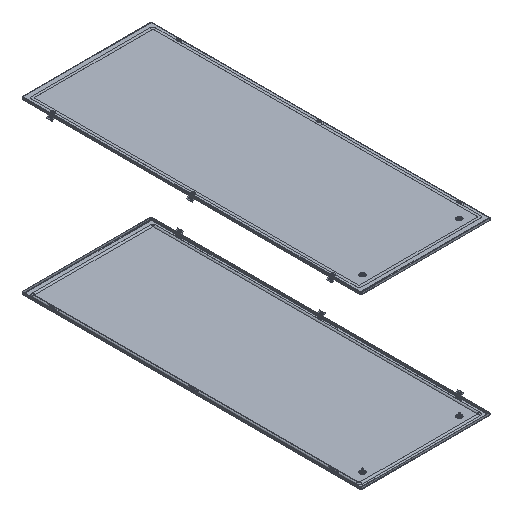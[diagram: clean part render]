
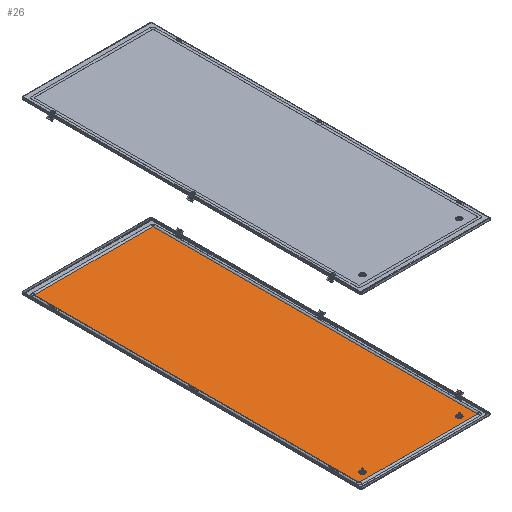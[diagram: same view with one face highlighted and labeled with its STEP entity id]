
A CAD part, isometric view. The second image highlights one B-rep face of the part: STEP entity #26.
In plain terms, the highlighted face is planar.
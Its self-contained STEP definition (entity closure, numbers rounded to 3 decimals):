
#26 = ADVANCED_FACE ( 'NONE', ( #18787, #6663, #5208 ), #12704, .F. ) ;
#261 = LINE ( 'NONE', #11996, #18151 ) ;
#939 = EDGE_CURVE ( 'NONE', #5054, #18017, #17124, .T. ) ;
#959 = EDGE_CURVE ( 'NONE', #15118, #1363, #6837, .T. ) ;
#1232 = DIRECTION ( 'NONE',  ( -1., 0., 0. ) ) ;
#1363 = VERTEX_POINT ( 'NONE', #18102 ) ;
#1402 = CARTESIAN_POINT ( 'NONE',  ( -285.25, -912.5, -1.4 ) ) ;
#1498 = DIRECTION ( 'NONE',  ( 1., 0., 0. ) ) ;
#1554 = CIRCLE ( 'NONE', #5620, 15.5 ) ;
#1640 = VERTEX_POINT ( 'NONE', #16285 ) ;
#1728 = EDGE_CURVE ( 'NONE', #17459, #11670, #1554, .T. ) ;
#2666 = DIRECTION ( 'NONE',  ( 0., 0., -1. ) ) ;
#2946 = DIRECTION ( 'NONE',  ( 0., 1., 0. ) ) ;
#2971 = CARTESIAN_POINT ( 'NONE',  ( 349.882, 954.5, -1.4 ) ) ;
#2977 = DIRECTION ( 'NONE',  ( 0., 0., 1. ) ) ;
#3064 = ORIENTED_EDGE ( 'NONE', *, *, #1728, .F. ) ;
#3342 = DIRECTION ( 'NONE',  ( 0., 1., 0. ) ) ;
#3350 = LINE ( 'NONE', #12324, #6293 ) ;
#3503 = CARTESIAN_POINT ( 'NONE',  ( 300.75, -912.5, -1.4 ) ) ;
#3513 = ORIENTED_EDGE ( 'NONE', *, *, #13606, .F. ) ;
#3590 = CARTESIAN_POINT ( 'NONE',  ( 347.25, -957.132, -1.4 ) ) ;
#3688 = ORIENTED_EDGE ( 'NONE', *, *, #7072, .F. ) ;
#3892 = AXIS2_PLACEMENT_3D ( 'NONE', #1402, #4058, #8465 ) ;
#3927 = DIRECTION ( 'NONE',  ( 0., 0., 1. ) ) ;
#4034 = AXIS2_PLACEMENT_3D ( 'NONE', #7486, #16449, #1232 ) ;
#4058 = DIRECTION ( 'NONE',  ( 0., 0., -1. ) ) ;
#4228 = CIRCLE ( 'NONE', #14540, 2.632 ) ;
#4240 = EDGE_CURVE ( 'NONE', #16870, #11435, #4613, .T. ) ;
#4352 = ORIENTED_EDGE ( 'NONE', *, *, #15321, .F. ) ;
#4613 = LINE ( 'NONE', #16230, #15050 ) ;
#4799 = ORIENTED_EDGE ( 'NONE', *, *, #959, .F. ) ;
#4888 = VECTOR ( 'NONE', #3342, 1000. ) ;
#5054 = VERTEX_POINT ( 'NONE', #3590 ) ;
#5124 = ORIENTED_EDGE ( 'NONE', *, *, #18188, .F. ) ;
#5208 = FACE_OUTER_BOUND ( 'NONE', #17083, .T. ) ;
#5403 = DIRECTION ( 'NONE',  ( 1., 0., 0. ) ) ;
#5563 = CARTESIAN_POINT ( 'NONE',  ( -347.25, -954.5, -1.4 ) ) ;
#5570 = LINE ( 'NONE', #14353, #11146 ) ;
#5620 = AXIS2_PLACEMENT_3D ( 'NONE', #17969, #5956, #7708 ) ;
#5714 = CARTESIAN_POINT ( 'NONE',  ( 285.25, -912.5, -1.4 ) ) ;
#5765 = AXIS2_PLACEMENT_3D ( 'NONE', #5563, #5949, #11899 ) ;
#5912 = CARTESIAN_POINT ( 'NONE',  ( 349.882, 0., -1.4 ) ) ;
#5949 = DIRECTION ( 'NONE',  ( 0., 0., 1. ) ) ;
#5956 = DIRECTION ( 'NONE',  ( 0., 0., -1. ) ) ;
#6184 = ORIENTED_EDGE ( 'NONE', *, *, #9431, .F. ) ;
#6221 = CARTESIAN_POINT ( 'NONE',  ( -349.882, -954.5, -1.4 ) ) ;
#6293 = VECTOR ( 'NONE', #17928, 1000. ) ;
#6663 = FACE_BOUND ( 'NONE', #8680, .T. ) ;
#6837 = CIRCLE ( 'NONE', #4034, 2.632 ) ;
#7072 = EDGE_CURVE ( 'NONE', #11275, #5054, #261, .T. ) ;
#7486 = CARTESIAN_POINT ( 'NONE',  ( -347.25, 954.5, -1.4 ) ) ;
#7708 = DIRECTION ( 'NONE',  ( 1., 0., 0. ) ) ;
#7851 = LINE ( 'NONE', #10673, #4888 ) ;
#8337 = EDGE_LOOP ( 'NONE', ( #8386, #6184 ) ) ;
#8383 = ORIENTED_EDGE ( 'NONE', *, *, #16362, .F. ) ;
#8386 = ORIENTED_EDGE ( 'NONE', *, *, #13267, .F. ) ;
#8433 = CARTESIAN_POINT ( 'NONE',  ( 0., 0., -1.4 ) ) ;
#8465 = DIRECTION ( 'NONE',  ( -1., 0., 0. ) ) ;
#8680 = EDGE_LOOP ( 'NONE', ( #16216, #3064 ) ) ;
#9338 = AXIS2_PLACEMENT_3D ( 'NONE', #10493, #2977, #13519 ) ;
#9431 = EDGE_CURVE ( 'NONE', #10677, #14516, #9552, .T. ) ;
#9552 = CIRCLE ( 'NONE', #15156, 15.5 ) ;
#9579 = CIRCLE ( 'NONE', #10850, 15.5 ) ;
#10278 = DIRECTION ( 'NONE',  ( -1., 0., 0. ) ) ;
#10493 = CARTESIAN_POINT ( 'NONE',  ( 347.25, -954.5, -1.4 ) ) ;
#10656 = DIRECTION ( 'NONE',  ( -1., 0., 0. ) ) ;
#10667 = ORIENTED_EDGE ( 'NONE', *, *, #939, .F. ) ;
#10673 = CARTESIAN_POINT ( 'NONE',  ( 349.882, 0., -1.4 ) ) ;
#10677 = VERTEX_POINT ( 'NONE', #13394 ) ;
#10850 = AXIS2_PLACEMENT_3D ( 'NONE', #5714, #2666, #1498 ) ;
#10939 = ORIENTED_EDGE ( 'NONE', *, *, #12879, .F. ) ;
#11146 = VECTOR ( 'NONE', #12676, 1000. ) ;
#11254 = DIRECTION ( 'NONE',  ( 0., 0., 1. ) ) ;
#11275 = VERTEX_POINT ( 'NONE', #16163 ) ;
#11435 = VERTEX_POINT ( 'NONE', #2971 ) ;
#11670 = VERTEX_POINT ( 'NONE', #18003 ) ;
#11871 = CARTESIAN_POINT ( 'NONE',  ( 349.882, -954.5, -1.4 ) ) ;
#11899 = DIRECTION ( 'NONE',  ( -1., 0., 0. ) ) ;
#11908 = DIRECTION ( 'NONE',  ( 1., 0., 0. ) ) ;
#11996 = CARTESIAN_POINT ( 'NONE',  ( 347.25, -957.132, -1.4 ) ) ;
#12324 = CARTESIAN_POINT ( 'NONE',  ( -349.882, -954.5, -1.4 ) ) ;
#12469 = ORIENTED_EDGE ( 'NONE', *, *, #4240, .F. ) ;
#12676 = DIRECTION ( 'NONE',  ( -1., 0., 0. ) ) ;
#12704 = PLANE ( 'NONE',  #17737 ) ;
#12879 = EDGE_CURVE ( 'NONE', #17650, #11275, #15107, .T. ) ;
#13267 = EDGE_CURVE ( 'NONE', #14516, #10677, #16994, .T. ) ;
#13287 = CARTESIAN_POINT ( 'NONE',  ( 347.25, 954.5, -1.4 ) ) ;
#13394 = CARTESIAN_POINT ( 'NONE',  ( -269.75, -912.5, -1.4 ) ) ;
#13519 = DIRECTION ( 'NONE',  ( -1., 0., 0. ) ) ;
#13606 = EDGE_CURVE ( 'NONE', #11435, #1640, #4228, .T. ) ;
#13819 = CARTESIAN_POINT ( 'NONE',  ( -300.75, -912.5, -1.4 ) ) ;
#14353 = CARTESIAN_POINT ( 'NONE',  ( -347.25, 957.132, -1.4 ) ) ;
#14516 = VERTEX_POINT ( 'NONE', #13819 ) ;
#14540 = AXIS2_PLACEMENT_3D ( 'NONE', #13287, #3927, #10278 ) ;
#15050 = VECTOR ( 'NONE', #2946, 1000. ) ;
#15107 = CIRCLE ( 'NONE', #5765, 2.632 ) ;
#15118 = VERTEX_POINT ( 'NONE', #18567 ) ;
#15156 = AXIS2_PLACEMENT_3D ( 'NONE', #17900, #17800, #10656 ) ;
#15321 = EDGE_CURVE ( 'NONE', #1640, #15118, #5570, .T. ) ;
#16125 = EDGE_CURVE ( 'NONE', #11670, #17459, #9579, .T. ) ;
#16163 = CARTESIAN_POINT ( 'NONE',  ( -347.25, -957.132, -1.4 ) ) ;
#16216 = ORIENTED_EDGE ( 'NONE', *, *, #16125, .F. ) ;
#16230 = CARTESIAN_POINT ( 'NONE',  ( 349.882, 954.5, -1.4 ) ) ;
#16285 = CARTESIAN_POINT ( 'NONE',  ( 347.25, 957.132, -1.4 ) ) ;
#16362 = EDGE_CURVE ( 'NONE', #18017, #16870, #7851, .T. ) ;
#16449 = DIRECTION ( 'NONE',  ( 0., 0., 1. ) ) ;
#16870 = VERTEX_POINT ( 'NONE', #5912 ) ;
#16994 = CIRCLE ( 'NONE', #3892, 15.5 ) ;
#17083 = EDGE_LOOP ( 'NONE', ( #12469, #8383, #10667, #3688, #10939, #5124, #4799, #4352, #3513 ) ) ;
#17124 = CIRCLE ( 'NONE', #9338, 2.632 ) ;
#17459 = VERTEX_POINT ( 'NONE', #3503 ) ;
#17650 = VERTEX_POINT ( 'NONE', #6221 ) ;
#17737 = AXIS2_PLACEMENT_3D ( 'NONE', #8433, #11254, #5403 ) ;
#17800 = DIRECTION ( 'NONE',  ( 0., 0., -1. ) ) ;
#17900 = CARTESIAN_POINT ( 'NONE',  ( -285.25, -912.5, -1.4 ) ) ;
#17928 = DIRECTION ( 'NONE',  ( 0., -1., 0. ) ) ;
#17969 = CARTESIAN_POINT ( 'NONE',  ( 285.25, -912.5, -1.4 ) ) ;
#18003 = CARTESIAN_POINT ( 'NONE',  ( 269.75, -912.5, -1.4 ) ) ;
#18017 = VERTEX_POINT ( 'NONE', #11871 ) ;
#18102 = CARTESIAN_POINT ( 'NONE',  ( -349.882, 954.5, -1.4 ) ) ;
#18151 = VECTOR ( 'NONE', #11908, 1000. ) ;
#18188 = EDGE_CURVE ( 'NONE', #1363, #17650, #3350, .T. ) ;
#18567 = CARTESIAN_POINT ( 'NONE',  ( -347.25, 957.132, -1.4 ) ) ;
#18787 = FACE_BOUND ( 'NONE', #8337, .T. ) ;
